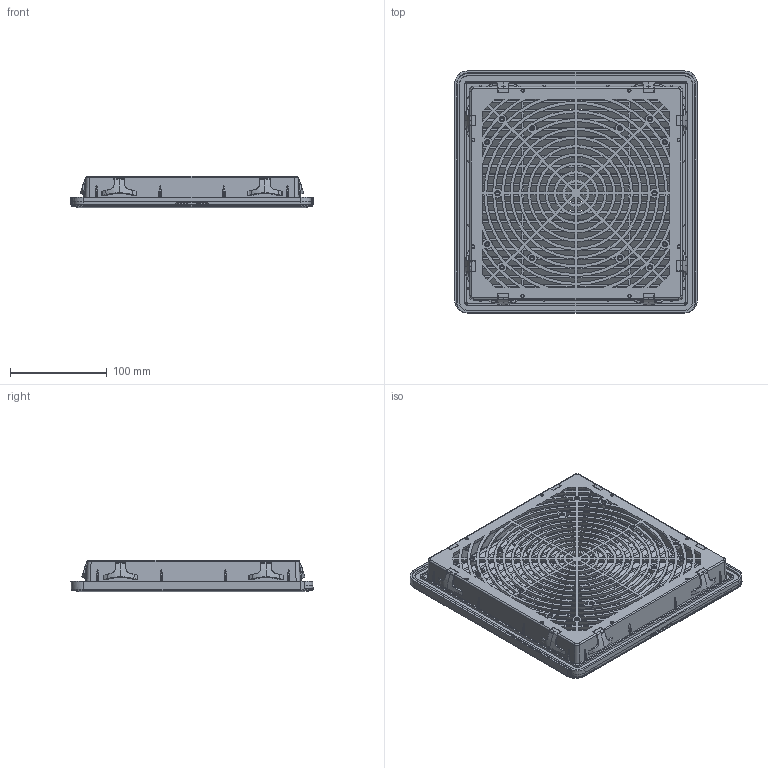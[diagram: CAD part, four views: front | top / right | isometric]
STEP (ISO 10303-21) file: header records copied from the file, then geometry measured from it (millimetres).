
FILE_DESCRIPTION(/* description */ (''),/* implementation_level */ '2;1');
FILE_NAME(/* name */ '255.stp',/* time_stamp */ '2022-12-05T09:53:07+08:00',/* author */ (''),/* organization */ (''),/* preprocessor_version */ 'ST-DEVELOPER v16.7',/* originating_system */ 'SIEMENS PLM Software NX 12.0',/* authorisation */ '');
FILE_SCHEMA (('AUTOMOTIVE_DESIGN { 1 0 10303 214 3 1 1 1 }'));
Products named in the file (1): AdmiA33CB01Ce79u
Bounding box: 250.31 x 249.84 x 32.5 mm (x, y, z)
Volume: 282773.8 mm3; surface area: 329705.1 mm2
Topology: 10 solids, 10 shells, 2478 faces, 6960 edges, 4429 vertices
Faces by surface type: plane 1201, cylinder 493, cone 312, torus 256, bspline 216
Full cylindrical faces by diameter (mm): 3 x8, 3.5 x22, 5.3 x28
Entity records: 97233 total; most frequent: CARTESIAN_POINT 36203, ORIENTED_EDGE 13642, DIRECTION 11182, EDGE_CURVE 6821, VERTEX_POINT 4380, AXIS2_PLACEMENT_3D 3819, LINE 3544, VECTOR 3544
